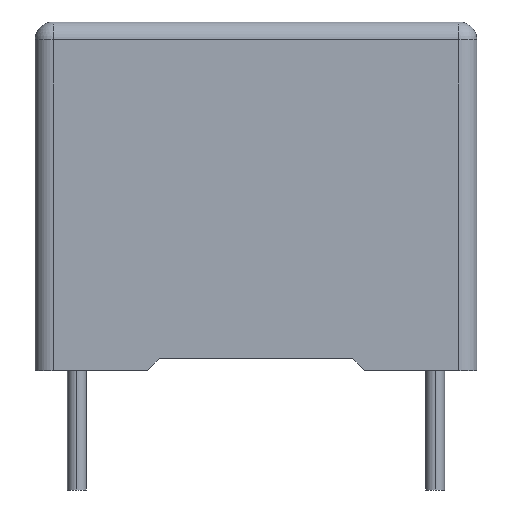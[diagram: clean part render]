
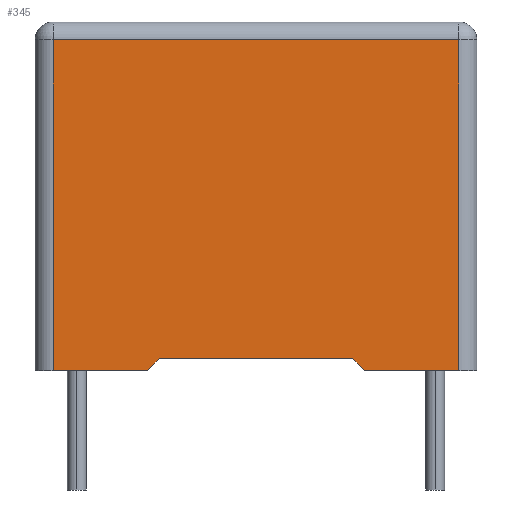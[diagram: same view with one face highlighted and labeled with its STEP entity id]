
A CAD part, front view. The second image highlights one B-rep face of the part: STEP entity #345.
In plain terms, the highlighted planar face has unit normal (0, -1, 0).
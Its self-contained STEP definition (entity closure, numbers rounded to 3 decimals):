
#140 = VERTEX_POINT('',#141);
#141 = CARTESIAN_POINT('',(4.05,-4.35,0.55));
#147 = EDGE_CURVE('',#148,#140,#150,.T.);
#148 = VERTEX_POINT('',#149);
#149 = CARTESIAN_POINT('',(-4.05,-4.35,0.55));
#150 = LINE('',#151,#152);
#151 = CARTESIAN_POINT('',(-9.25,-4.35,0.55));
#152 = VECTOR('',#153,1.);
#153 = DIRECTION('',(1.,0.,0.));
#345 = ADVANCED_FACE('',(#346),#403,.F.);
#346 = FACE_BOUND('',#347,.T.);
#347 = EDGE_LOOP('',(#348,#358,#366,#374,#382,#390,#396,#397));
#348 = ORIENTED_EDGE('',*,*,#349,.F.);
#349 = EDGE_CURVE('',#350,#352,#354,.T.);
#350 = VERTEX_POINT('',#351);
#351 = CARTESIAN_POINT('',(8.5,-4.35,0.05));
#352 = VERTEX_POINT('',#353);
#353 = CARTESIAN_POINT('',(4.55,-4.35,0.05));
#354 = LINE('',#355,#356);
#355 = CARTESIAN_POINT('',(4.05,-4.35,0.05));
#356 = VECTOR('',#357,1.);
#357 = DIRECTION('',(-1.,0.,0.));
#358 = ORIENTED_EDGE('',*,*,#359,.T.);
#359 = EDGE_CURVE('',#350,#360,#362,.T.);
#360 = VERTEX_POINT('',#361);
#361 = CARTESIAN_POINT('',(8.5,-4.35,13.9));
#362 = LINE('',#363,#364);
#363 = CARTESIAN_POINT('',(8.5,-4.35,7.6));
#364 = VECTOR('',#365,1.);
#365 = DIRECTION('',(0.,0.,1.));
#366 = ORIENTED_EDGE('',*,*,#367,.T.);
#367 = EDGE_CURVE('',#360,#368,#370,.T.);
#368 = VERTEX_POINT('',#369);
#369 = CARTESIAN_POINT('',(-8.5,-4.35,13.9));
#370 = LINE('',#371,#372);
#371 = CARTESIAN_POINT('',(0.,-4.35,13.9));
#372 = VECTOR('',#373,1.);
#373 = DIRECTION('',(-1.,0.,0.));
#374 = ORIENTED_EDGE('',*,*,#375,.T.);
#375 = EDGE_CURVE('',#368,#376,#378,.T.);
#376 = VERTEX_POINT('',#377);
#377 = CARTESIAN_POINT('',(-8.5,-4.35,0.05));
#378 = LINE('',#379,#380);
#379 = CARTESIAN_POINT('',(-8.5,-4.35,7.6));
#380 = VECTOR('',#381,1.);
#381 = DIRECTION('',(0.,0.,-1.));
#382 = ORIENTED_EDGE('',*,*,#383,.F.);
#383 = EDGE_CURVE('',#384,#376,#386,.T.);
#384 = VERTEX_POINT('',#385);
#385 = CARTESIAN_POINT('',(-4.55,-4.35,0.05));
#386 = LINE('',#387,#388);
#387 = CARTESIAN_POINT('',(-9.25,-4.35,0.05));
#388 = VECTOR('',#389,1.);
#389 = DIRECTION('',(-1.,0.,0.));
#390 = ORIENTED_EDGE('',*,*,#391,.F.);
#391 = EDGE_CURVE('',#148,#384,#392,.T.);
#392 = LINE('',#393,#394);
#393 = CARTESIAN_POINT('',(-4.05,-4.35,0.55));
#394 = VECTOR('',#395,1.);
#395 = DIRECTION('',(-0.707,0.,
    -0.707));
#396 = ORIENTED_EDGE('',*,*,#147,.T.);
#397 = ORIENTED_EDGE('',*,*,#398,.F.);
#398 = EDGE_CURVE('',#352,#140,#399,.T.);
#399 = LINE('',#400,#401);
#400 = CARTESIAN_POINT('',(4.55,-4.35,0.05));
#401 = VECTOR('',#402,1.);
#402 = DIRECTION('',(-0.707,0.,0.707)
  );
#403 = PLANE('',#404);
#404 = AXIS2_PLACEMENT_3D('',#405,#406,#407);
#405 = CARTESIAN_POINT('',(0.,-4.35,7.6));
#406 = DIRECTION('',(0.,1.,0.));
#407 = DIRECTION('',(-1.,0.,0.));
